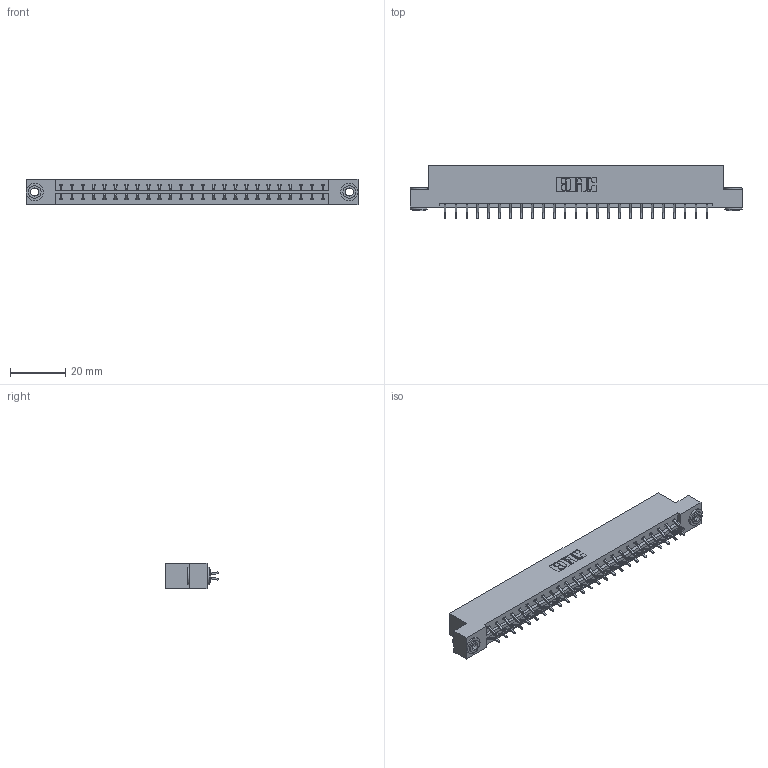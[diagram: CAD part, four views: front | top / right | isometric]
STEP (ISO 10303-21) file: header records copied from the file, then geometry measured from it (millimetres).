
FILE_DESCRIPTION (( 'STEP AP203' ), '1' );
FILE_NAME ('333-050-556-203.STEP', '2018-08-04T01:19:19', ( '' ), ( '' ), 'SwSTEP 2.0', 'SolidWorks 2016', '' );
FILE_SCHEMA (( 'CONFIG_CONTROL_DESIGN' ));
Length unit declared in the file: inch
Products named in the file (4): 333-050-556-203; 333 Part_Flush - .156 Dia - TH; 345-292-001_556 Tail; 345-250-002_345-250-002-102
Assembly tree (53 placements, depth 2):
  333-050-556-203
    333 Part_Flush - .156 Dia - TH
    345-292-001_556 Tail  x50
    345-250-002_345-250-002-102  x2
Bounding box: 120.6 x 19.57 x 9.4 mm (x, y, z)
Volume: 12170.9 mm3; surface area: 14378 mm2
Topology: 53 solids, 53 shells, 3052 faces, 9037 edges, 5954 vertices
Faces by surface type: plane 2080, cylinder 964, cone 8
Entity records: 19152 total; most frequent: CARTESIAN_POINT 3185, ORIENTED_EDGE 3102, DIRECTION 2773, EDGE_CURVE 1551, VECTOR 1391, LINE 1391, VERTEX_POINT 1030, AXIS2_PLACEMENT_3D 691
